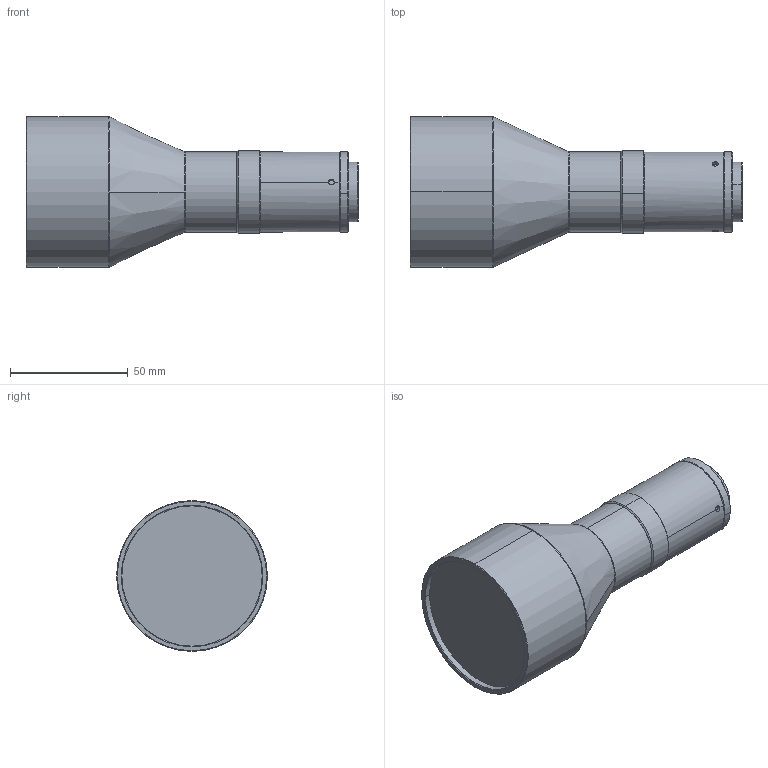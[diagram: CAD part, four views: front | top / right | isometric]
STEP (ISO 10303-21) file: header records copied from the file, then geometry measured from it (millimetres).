
FILE_DESCRIPTION (( 'STEP AP203' ), '1' );
FILE_NAME ('DTCM230-48.STEP', '2015-09-08T10:53:55', ( '' ), ( '' ), 'SwSTEP 2.0', 'SolidWorks 2012', '' );
FILE_SCHEMA (( 'CONFIG_CONTROL_DESIGN' ));
Length unit declared in the file: millimetre
Products named in the file (1): DTCM230-48
Bounding box: 140.92 x 64 x 64 mm (x, y, z)
Volume: 233220.3 mm3; surface area: 25203.1 mm2
Topology: 1 solids, 1 shells, 65 faces, 149 edges, 93 vertices
Faces by surface type: cone 29, cylinder 24, plane 8, torus 4
Entity records: 2108 total; most frequent: CARTESIAN_POINT 522, DIRECTION 347, ORIENTED_EDGE 294, AXIS2_PLACEMENT_3D 148, EDGE_CURVE 147, VERTEX_POINT 93, CIRCLE 82, EDGE_LOOP 74
